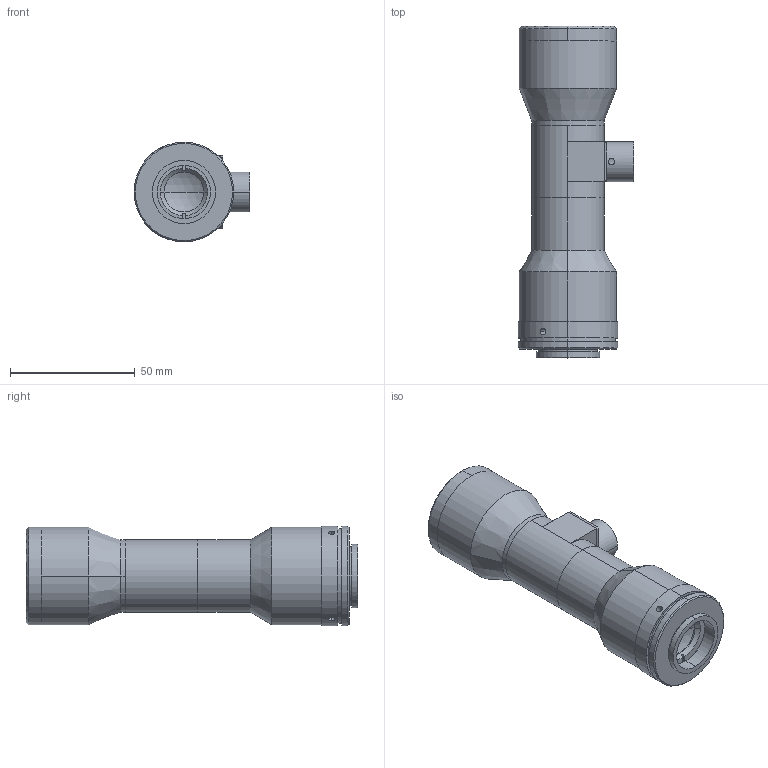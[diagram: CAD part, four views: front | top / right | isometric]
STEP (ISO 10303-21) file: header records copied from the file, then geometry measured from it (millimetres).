
FILE_DESCRIPTION (( 'STEP AP203' ), '1' );
FILE_NAME ('XF-5MDT1X65D-1C-蚾饜芞-20151216V6.1.STEP', '2016-02-22T01:26:21', ( 'cherishsunshine' ), ( '' ), 'SwSTEP 2.0', 'SolidWorks 2014', '' );
FILE_SCHEMA (( 'CONFIG_CONTROL_DESIGN' ));
Length unit declared in the file: millimetre
Products named in the file (1): XF-5MDT1X65D-1C-蚾饜芞-20151216V6.1
Bounding box: 46.5 x 133.12 x 40 mm (x, y, z)
Surface area: 22023.8 mm2 (no closed solid volume)
Topology: 0 solids, 13 shells, 127 faces, 326 edges, 214 vertices
Faces by surface type: cylinder 67, plane 46, cone 10, sphere 4
Entity records: 4229 total; most frequent: CARTESIAN_POINT 988, DIRECTION 724, ORIENTED_EDGE 562, EDGE_CURVE 326, AXIS2_PLACEMENT_3D 290, VERTEX_POINT 214, CIRCLE 162, EDGE_LOOP 154
